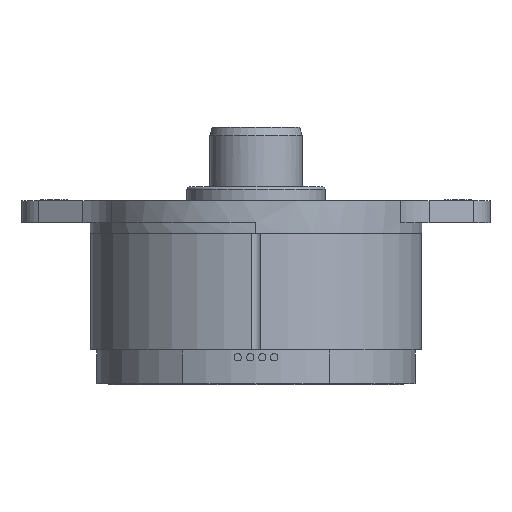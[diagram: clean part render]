
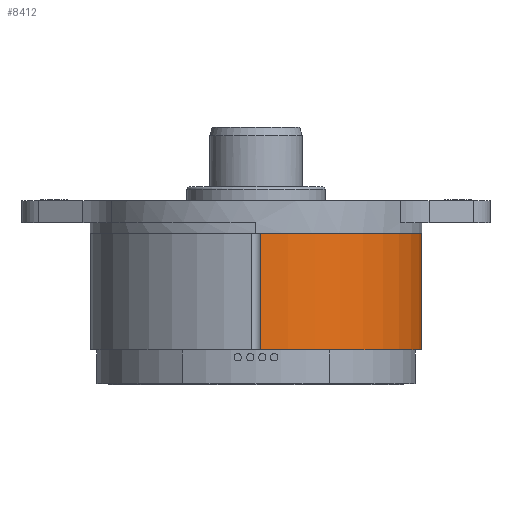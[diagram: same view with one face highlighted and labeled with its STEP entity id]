
A CAD part, front view. The second image highlights one B-rep face of the part: STEP entity #8412.
In plain terms, the highlighted cylindrical face has radius 18 mm (diameter 36 mm), a partial arc.
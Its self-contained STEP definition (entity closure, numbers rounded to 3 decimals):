
#1473=DIRECTION('',(0.,0.,1.));
#1474=VECTOR('',#1473,12.6);
#1475=CARTESIAN_POINT('',(17.993,-0.515,0.));
#1476=LINE('',#1475,#1474);
#1477=CARTESIAN_POINT('',(0.,0.,0.));
#1478=DIRECTION('',(0.,0.,-1.));
#1479=DIRECTION('',(1.,-0.029,0.));
#1480=AXIS2_PLACEMENT_3D('',#1477,#1478,#1479);
#1482=DIRECTION('',(0.,0.,1.));
#1483=VECTOR('',#1482,12.6);
#1484=CARTESIAN_POINT('',(0.515,-17.993,0.));
#1485=LINE('',#1484,#1483);
#1486=CARTESIAN_POINT('',(0.,0.,12.6));
#1487=DIRECTION('',(0.,0.,1.));
#1488=DIRECTION('',(0.029,-1.,0.));
#1489=AXIS2_PLACEMENT_3D('',#1486,#1487,#1488);
#6997=CARTESIAN_POINT('',(0.515,-17.993,0.));
#6999=VERTEX_POINT('',#6997);
#7001=CARTESIAN_POINT('',(0.515,-17.993,12.6));
#7003=VERTEX_POINT('',#7001);
#7006=CARTESIAN_POINT('',(17.993,-0.515,0.));
#7008=VERTEX_POINT('',#7006);
#7010=CARTESIAN_POINT('',(17.993,-0.515,12.6));
#7012=VERTEX_POINT('',#7010);
#8398=CARTESIAN_POINT('',(0.,0.,0.));
#8399=DIRECTION('',(0.,0.,1.));
#8400=DIRECTION('',(1.,0.,0.));
#8401=AXIS2_PLACEMENT_3D('',#8398,#8399,#8400);
#8402=CYLINDRICAL_SURFACE('',#8401,18.);
#8404=ORIENTED_EDGE('',*,*,#8403,.F.);
#8405=ORIENTED_EDGE('',*,*,#7552,.T.);
#8407=ORIENTED_EDGE('',*,*,#8406,.T.);
#8409=ORIENTED_EDGE('',*,*,#8408,.T.);
#8410=EDGE_LOOP('',(#8404,#8405,#8407,#8409));
#8411=FACE_OUTER_BOUND('',#8410,.F.);
#8412=ADVANCED_FACE('',(#8411),#8402,.T.);
#1481=CIRCLE('',#1480,18.);
#1490=CIRCLE('',#1489,18.);
#7552=EDGE_CURVE('',#7008,#6999,#1481,.T.);
#8403=EDGE_CURVE('',#7008,#7012,#1476,.T.);
#8406=EDGE_CURVE('',#6999,#7003,#1485,.T.);
#8408=EDGE_CURVE('',#7003,#7012,#1490,.T.);
